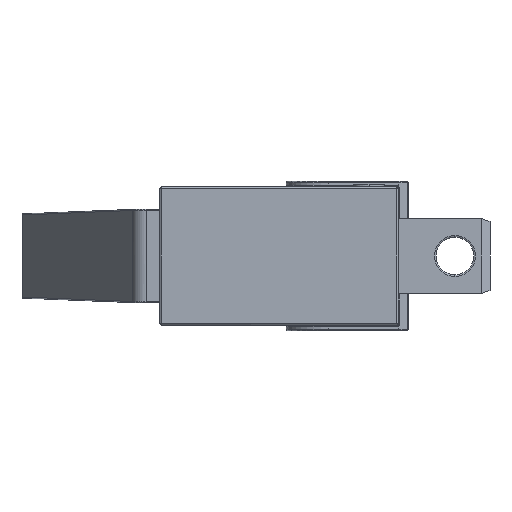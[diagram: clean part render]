
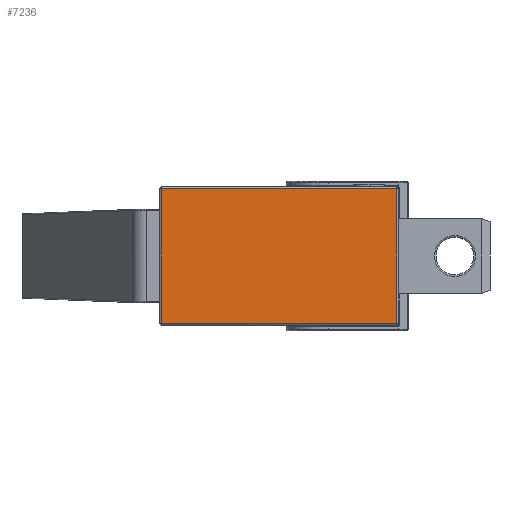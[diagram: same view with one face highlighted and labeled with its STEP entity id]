
A CAD part, left-side view. The second image highlights one B-rep face of the part: STEP entity #7236.
In plain terms, the highlighted planar face has unit normal (-1, 0, 0).
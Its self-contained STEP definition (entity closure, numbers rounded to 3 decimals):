
#72 = VECTOR ( 'NONE', #149, 1000. ) ;
#149 = DIRECTION ( 'NONE',  ( 0., -1., 0. ) ) ;
#261 = EDGE_CURVE ( 'NONE', #1702, #2387, #5954, .T. ) ;
#442 = CARTESIAN_POINT ( 'NONE',  ( -14.6, -2.5, 3.2 ) ) ;
#514 = FACE_OUTER_BOUND ( 'NONE', #9771, .T. ) ;
#639 = ORIENTED_EDGE ( 'NONE', *, *, #8993, .T. ) ;
#1074 = VECTOR ( 'NONE', #9653, 1000. ) ;
#1325 = CARTESIAN_POINT ( 'NONE',  ( -14.6, 7.625, 2.875 ) ) ;
#1496 = CARTESIAN_POINT ( 'NONE',  ( -14.6, -2.425, 3.2 ) ) ;
#1629 = DIRECTION ( 'NONE',  ( 0., 1., 0. ) ) ;
#1702 = VERTEX_POINT ( 'NONE', #1325 ) ;
#2047 = DIRECTION ( 'NONE',  ( 0., 0., 1. ) ) ;
#2117 = VECTOR ( 'NONE', #4073, 1000. ) ;
#2199 = CARTESIAN_POINT ( 'NONE',  ( -14.6, -2.5, -2.875 ) ) ;
#2387 = VERTEX_POINT ( 'NONE', #12887 ) ;
#2424 = CARTESIAN_POINT ( 'NONE',  ( -14.6, 7.7, 2.875 ) ) ;
#3463 = VERTEX_POINT ( 'NONE', #5479 ) ;
#3920 = VECTOR ( 'NONE', #2047, 1000. ) ;
#4073 = DIRECTION ( 'NONE',  ( 0., 1., 0. ) ) ;
#4528 = CARTESIAN_POINT ( 'NONE',  ( -14.6, -2.425, 2.875 ) ) ;
#4651 = EDGE_CURVE ( 'NONE', #7543, #1702, #12609, .T. ) ;
#5051 = LINE ( 'NONE', #1496, #3920 ) ;
#5479 = CARTESIAN_POINT ( 'NONE',  ( -14.6, -2.425, -2.875 ) ) ;
#5736 = LINE ( 'NONE', #2199, #72 ) ;
#5954 = LINE ( 'NONE', #10762, #1074 ) ;
#5965 = DIRECTION ( 'NONE',  ( 1., 0., 0. ) ) ;
#6718 = EDGE_CURVE ( 'NONE', #2387, #3463, #5736, .T. ) ;
#7236 = ADVANCED_FACE ( 'NONE', ( #514 ), #10551, .F. ) ;
#7543 = VERTEX_POINT ( 'NONE', #4528 ) ;
#8158 = ORIENTED_EDGE ( 'NONE', *, *, #261, .T. ) ;
#8619 = ORIENTED_EDGE ( 'NONE', *, *, #6718, .T. ) ;
#8993 = EDGE_CURVE ( 'NONE', #3463, #7543, #5051, .T. ) ;
#9653 = DIRECTION ( 'NONE',  ( 0., 0., -1. ) ) ;
#9771 = EDGE_LOOP ( 'NONE', ( #13303, #8158, #8619, #639 ) ) ;
#9953 = AXIS2_PLACEMENT_3D ( 'NONE', #442, #5965, #1629 ) ;
#10551 = PLANE ( 'NONE',  #9953 ) ;
#10762 = CARTESIAN_POINT ( 'NONE',  ( -14.6, 7.625, 3.2 ) ) ;
#12609 = LINE ( 'NONE', #2424, #2117 ) ;
#12887 = CARTESIAN_POINT ( 'NONE',  ( -14.6, 7.625, -2.875 ) ) ;
#13303 = ORIENTED_EDGE ( 'NONE', *, *, #4651, .T. ) ;
